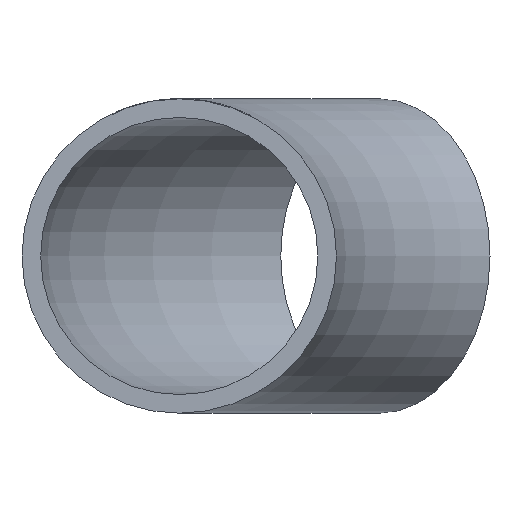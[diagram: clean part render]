
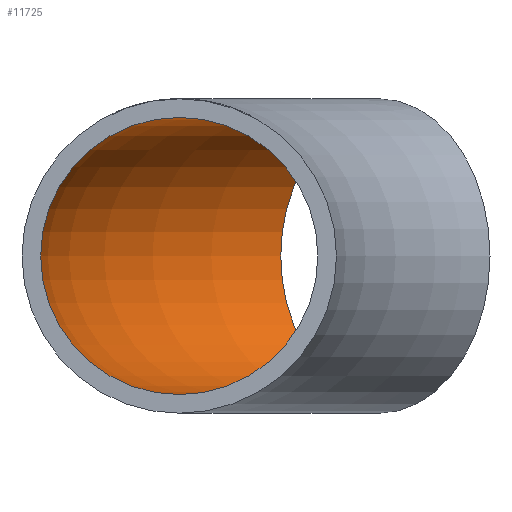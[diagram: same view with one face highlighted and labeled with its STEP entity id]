
A CAD part, front view. The second image highlights one B-rep face of the part: STEP entity #11725.
In plain terms, the highlighted toroidal (fillet/blend) face has major radius 73 mm and minor radius 14.85 mm.
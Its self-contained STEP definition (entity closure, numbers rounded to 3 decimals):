
#673 = CIRCLE ( 'NONE', #961, 14.85 ) ;
#925 = CIRCLE ( 'NONE', #12511, 14.85 ) ;
#961 = AXIS2_PLACEMENT_3D ( 'NONE', #6872, #12891, #16988 ) ;
#1577 = EDGE_CURVE ( 'NONE', #9834, #9834, #925, .T. ) ;
#3771 = TOROIDAL_SURFACE ( 'NONE', #14145, 73., 14.85 ) ;
#4103 = ORIENTED_EDGE ( 'NONE', *, *, #1577, .F. ) ;
#4690 = FACE_OUTER_BOUND ( 'NONE', #11607, .T. ) ;
#5568 = ORIENTED_EDGE ( 'NONE', *, *, #16017, .T. ) ;
#6872 = CARTESIAN_POINT ( 'NONE',  ( -51.619, 51.619, 0. ) ) ;
#7872 = EDGE_LOOP ( 'NONE', ( #5568 ) ) ;
#8201 = DIRECTION ( 'NONE',  ( 0., 0., -1. ) ) ;
#8958 = CARTESIAN_POINT ( 'NONE',  ( 0., 0., 0. ) ) ;
#9834 = VERTEX_POINT ( 'NONE', #15500 ) ;
#11053 = VERTEX_POINT ( 'NONE', #16719 ) ;
#11607 = EDGE_LOOP ( 'NONE', ( #4103 ) ) ;
#11725 = ADVANCED_FACE ( 'NONE', ( #17413, #4690 ), #3771, .F. ) ;
#12478 = DIRECTION ( 'NONE',  ( -1., 0., 0. ) ) ;
#12511 = AXIS2_PLACEMENT_3D ( 'NONE', #12671, #18342, #16947 ) ;
#12671 = CARTESIAN_POINT ( 'NONE',  ( -73., 0., 0. ) ) ;
#12891 = DIRECTION ( 'NONE',  ( 0.707, 0.707, 0. ) ) ;
#14145 = AXIS2_PLACEMENT_3D ( 'NONE', #8958, #8201, #12478 ) ;
#15500 = CARTESIAN_POINT ( 'NONE',  ( -73., 0., 14.85 ) ) ;
#16017 = EDGE_CURVE ( 'NONE', #11053, #11053, #673, .T. ) ;
#16719 = CARTESIAN_POINT ( 'NONE',  ( -62.119, 62.119, 0. ) ) ;
#16947 = DIRECTION ( 'NONE',  ( 0., 0., 1. ) ) ;
#16988 = DIRECTION ( 'NONE',  ( -0.707, 0.707, 0. ) ) ;
#17413 = FACE_OUTER_BOUND ( 'NONE', #7872, .T. ) ;
#18342 = DIRECTION ( 'NONE',  ( 0., 1., 0. ) ) ;
